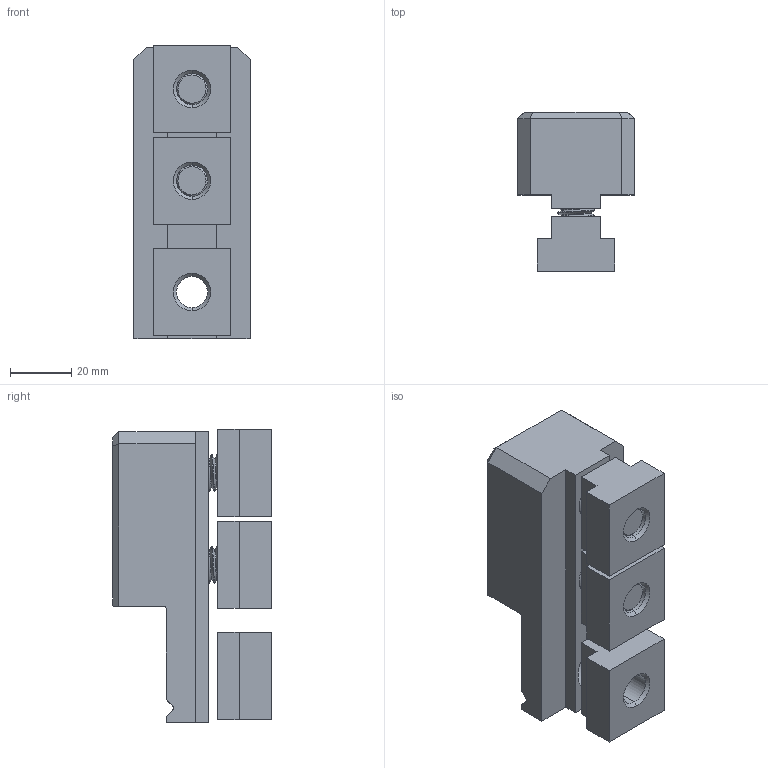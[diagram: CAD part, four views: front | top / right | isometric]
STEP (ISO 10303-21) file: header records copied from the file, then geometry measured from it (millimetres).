
FILE_DESCRIPTION (( 'STEP AP214' ), '1' );
FILE_NAME ('X41000.STEP', '2020-05-13T07:12:55', ( '' ), ( '' ), 'SwSTEP 2.0', 'SolidWorks 2017', '' );
FILE_SCHEMA (( 'AUTOMOTIVE_DESIGN' ));
Length unit declared in the file: inch
Products named in the file (4): Q104030_Q104030 (3 T-Nuts); 540161_540161; M1235MM SHCS_M1235MM SHCS; X41000
Assembly tree (6 placements, depth 2):
  X41000
    Q104030_Q104030 (3 T-Nuts)
    540161_540161  x3
    M1235MM SHCS_M1235MM SHCS  x2
Bounding box: 38.04 x 51.89 x 95.96 mm (x, y, z)
Volume: 101993.6 mm3; surface area: 34341.7 mm2
Topology: 6 solids, 6 shells, 315 faces, 837 edges, 539 vertices
Faces by surface type: cylinder 185, plane 79, cone 46, bspline 5
Entity records: 7864 total; most frequent: CARTESIAN_POINT 3790, ORIENTED_EDGE 930, DIRECTION 712, EDGE_CURVE 465, VERTEX_POINT 299, AXIS2_PLACEMENT_3D 245, LINE 222, VECTOR 222
